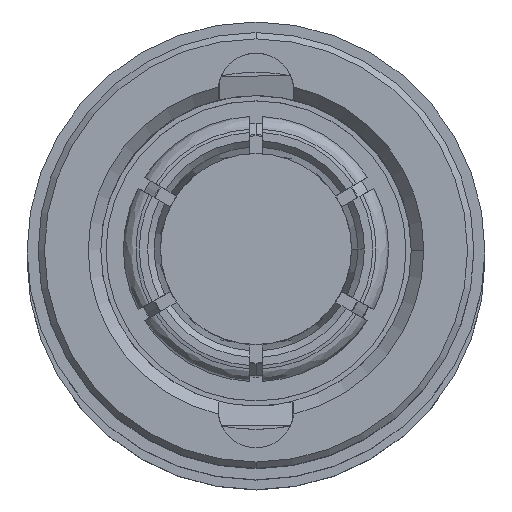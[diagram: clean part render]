
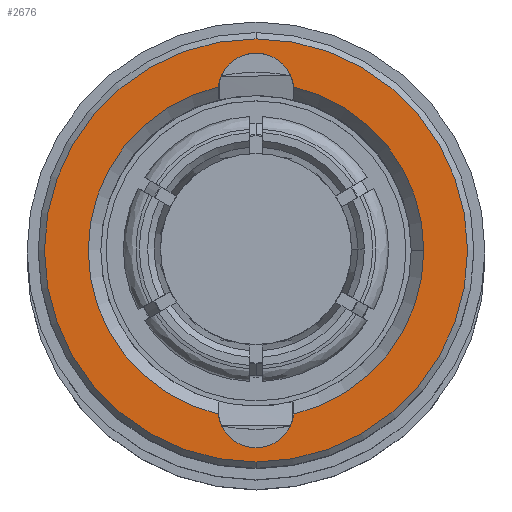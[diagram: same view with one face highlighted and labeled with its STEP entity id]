
A CAD part, top view. The second image highlights one B-rep face of the part: STEP entity #2676.
In plain terms, the highlighted face is planar.
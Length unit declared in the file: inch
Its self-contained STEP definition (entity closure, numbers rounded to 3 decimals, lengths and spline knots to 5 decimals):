
#7 = CARTESIAN_POINT ( 'NONE',  ( 0., 0.19882, 0. ) ) ;
#11 = DIRECTION ( 'NONE',  ( 1., 0., 0. ) ) ;
#90 = CIRCLE ( 'NONE', #1611, 0.26378 ) ;
#172 = DIRECTION ( 'NONE',  ( 0., 0., 1. ) ) ;
#226 = EDGE_CURVE ( 'NONE', #2260, #4585, #6329, .T. ) ;
#254 = ORIENTED_EDGE ( 'NONE', *, *, #2180, .T. ) ;
#345 = CIRCLE ( 'NONE', #4238, 0.04724 ) ;
#415 = DIRECTION ( 'NONE',  ( 1., 0., 0. ) ) ;
#435 = FACE_OUTER_BOUND ( 'NONE', #4423, .T. ) ;
#531 = ORIENTED_EDGE ( 'NONE', *, *, #1098, .T. ) ;
#668 = DIRECTION ( 'NONE',  ( 0., 0., 1. ) ) ;
#679 = DIRECTION ( 'NONE',  ( 1., 0., 0. ) ) ;
#764 = CARTESIAN_POINT ( 'NONE',  ( 0., 0.20391, 0.04697 ) ) ;
#1033 = DIRECTION ( 'NONE',  ( 1., 0., 0. ) ) ;
#1036 = VERTEX_POINT ( 'NONE', #764 ) ;
#1098 = EDGE_CURVE ( 'NONE', #4585, #1036, #2697, .T. ) ;
#1114 = EDGE_CURVE ( 'NONE', #4804, #1597, #6607, .T. ) ;
#1164 = DIRECTION ( 'NONE',  ( 0., 0., -1. ) ) ;
#1305 = ORIENTED_EDGE ( 'NONE', *, *, #226, .T. ) ;
#1347 = CARTESIAN_POINT ( 'NONE',  ( 0., -0.19882, 0. ) ) ;
#1469 = EDGE_CURVE ( 'NONE', #1597, #4804, #90, .T. ) ;
#1490 = FACE_BOUND ( 'NONE', #2622, .T. ) ;
#1597 = VERTEX_POINT ( 'NONE', #6278 ) ;
#1611 = AXIS2_PLACEMENT_3D ( 'NONE', #4948, #6000, #3457 ) ;
#1639 = CIRCLE ( 'NONE', #4676, 0.20925 ) ;
#1656 = AXIS2_PLACEMENT_3D ( 'NONE', #5912, #4894, #668 ) ;
#1680 = DIRECTION ( 'NONE',  ( 0., 0., 1. ) ) ;
#2042 = AXIS2_PLACEMENT_3D ( 'NONE', #4699, #11, #1164 ) ;
#2180 = EDGE_CURVE ( 'NONE', #4375, #2260, #345, .T. ) ;
#2260 = VERTEX_POINT ( 'NONE', #2359 ) ;
#2359 = CARTESIAN_POINT ( 'NONE',  ( 0., -0.20391, -0.04697 ) ) ;
#2466 = CARTESIAN_POINT ( 'NONE',  ( 0., 0., 0.20925 ) ) ;
#2552 = ORIENTED_EDGE ( 'NONE', *, *, #1469, .F. ) ;
#2622 = EDGE_LOOP ( 'NONE', ( #254, #1305, #531, #4056, #5257 ) ) ;
#2676 = ADVANCED_FACE ( 'NONE', ( #1490, #435 ), #6711, .F. ) ;
#2697 = CIRCLE ( 'NONE', #5416, 0.04724 ) ;
#2989 = CARTESIAN_POINT ( 'NONE',  ( 0., 0.20391, -0.04697 ) ) ;
#3112 = CARTESIAN_POINT ( 'NONE',  ( 0., 0., 0. ) ) ;
#3404 = VERTEX_POINT ( 'NONE', #2466 ) ;
#3421 = AXIS2_PLACEMENT_3D ( 'NONE', #4926, #6261, #1680 ) ;
#3453 = DIRECTION ( 'NONE',  ( 0., 0., 1. ) ) ;
#3457 = DIRECTION ( 'NONE',  ( 0., 1., 0. ) ) ;
#3671 = EDGE_CURVE ( 'NONE', #3404, #4375, #5776, .T. ) ;
#4033 = DIRECTION ( 'NONE',  ( 0., 0., 1. ) ) ;
#4056 = ORIENTED_EDGE ( 'NONE', *, *, #5806, .T. ) ;
#4238 = AXIS2_PLACEMENT_3D ( 'NONE', #1347, #415, #3453 ) ;
#4375 = VERTEX_POINT ( 'NONE', #6547 ) ;
#4423 = EDGE_LOOP ( 'NONE', ( #6493, #2552 ) ) ;
#4585 = VERTEX_POINT ( 'NONE', #2989 ) ;
#4676 = AXIS2_PLACEMENT_3D ( 'NONE', #6431, #679, #172 ) ;
#4696 = DIRECTION ( 'NONE',  ( 0., 1., 0. ) ) ;
#4699 = CARTESIAN_POINT ( 'NONE',  ( 0., 0., 0. ) ) ;
#4804 = VERTEX_POINT ( 'NONE', #5271 ) ;
#4894 = DIRECTION ( 'NONE',  ( 1., 0., 0. ) ) ;
#4926 = CARTESIAN_POINT ( 'NONE',  ( 0., 0., 0. ) ) ;
#4948 = CARTESIAN_POINT ( 'NONE',  ( 0., 0., 0. ) ) ;
#5188 = AXIS2_PLACEMENT_3D ( 'NONE', #3112, #5209, #4696 ) ;
#5209 = DIRECTION ( 'NONE',  ( 1., 0., 0. ) ) ;
#5257 = ORIENTED_EDGE ( 'NONE', *, *, #3671, .T. ) ;
#5271 = CARTESIAN_POINT ( 'NONE',  ( 0., -0.26378, 0. ) ) ;
#5416 = AXIS2_PLACEMENT_3D ( 'NONE', #7, #1033, #4033 ) ;
#5776 = CIRCLE ( 'NONE', #1656, 0.20925 ) ;
#5806 = EDGE_CURVE ( 'NONE', #1036, #3404, #1639, .T. ) ;
#5912 = CARTESIAN_POINT ( 'NONE',  ( 0., 0., 0. ) ) ;
#6000 = DIRECTION ( 'NONE',  ( 1., 0., 0. ) ) ;
#6261 = DIRECTION ( 'NONE',  ( 1., 0., 0. ) ) ;
#6278 = CARTESIAN_POINT ( 'NONE',  ( 0., 0.26378, 0. ) ) ;
#6329 = CIRCLE ( 'NONE', #3421, 0.20925 ) ;
#6431 = CARTESIAN_POINT ( 'NONE',  ( 0., 0., 0. ) ) ;
#6493 = ORIENTED_EDGE ( 'NONE', *, *, #1114, .F. ) ;
#6547 = CARTESIAN_POINT ( 'NONE',  ( 0., -0.20391, 0.04697 ) ) ;
#6607 = CIRCLE ( 'NONE', #5188, 0.26378 ) ;
#6711 = PLANE ( 'NONE',  #2042 ) ;
